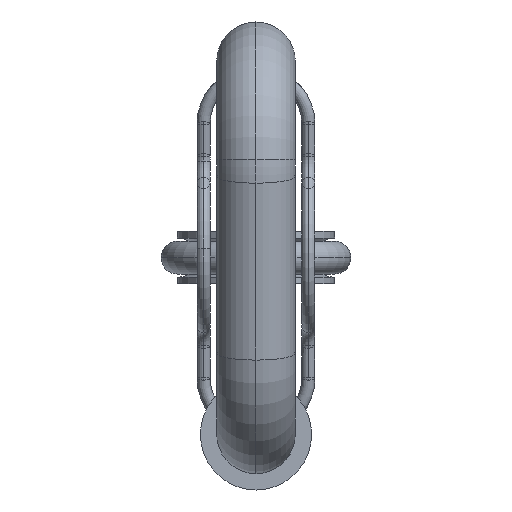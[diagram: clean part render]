
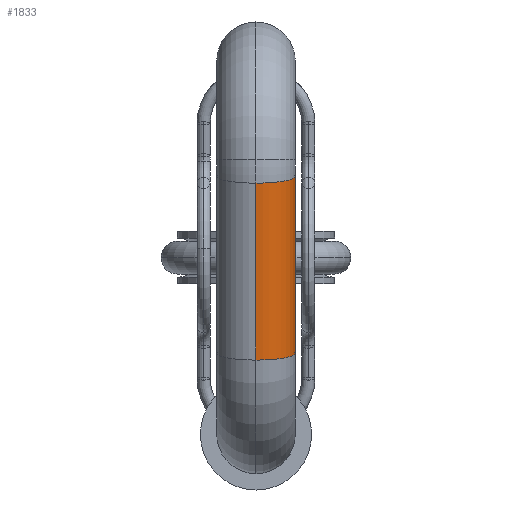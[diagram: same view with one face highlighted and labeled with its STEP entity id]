
A CAD part, left-side view. The second image highlights one B-rep face of the part: STEP entity #1833.
In plain terms, the highlighted cylindrical face has radius 6 mm (diameter 12 mm), a partial arc.
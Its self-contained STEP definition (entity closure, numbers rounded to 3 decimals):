
#336 = EDGE_LOOP ( 'NONE', ( #3004, #367, #3159, #4637 ) ) ;
#367 = ORIENTED_EDGE ( 'NONE', *, *, #600, .T. ) ;
#383 = DIRECTION ( 'NONE',  ( 0., 0., -1. ) ) ;
#407 = AXIS2_PLACEMENT_3D ( 'NONE', #1541, #4233, #1522 ) ;
#462 = LINE ( 'NONE', #1734, #2331 ) ;
#600 = EDGE_CURVE ( 'NONE', #2442, #3828, #462, .T. ) ;
#616 = CIRCLE ( 'NONE', #3543, 6. ) ;
#630 = CYLINDRICAL_SURFACE ( 'NONE', #407, 6. ) ;
#799 = VERTEX_POINT ( 'NONE', #2432 ) ;
#1265 = LINE ( 'NONE', #2701, #4044 ) ;
#1522 = DIRECTION ( 'NONE',  ( -0.985, -0.174, 0. ) ) ;
#1541 = CARTESIAN_POINT ( 'NONE',  ( -24.772, 12.395, 0. ) ) ;
#1687 = CARTESIAN_POINT ( 'NONE',  ( -23.63, 40.47, 0. ) ) ;
#1734 = CARTESIAN_POINT ( 'NONE',  ( -18.863, 13.437, 0. ) ) ;
#1833 = ADVANCED_FACE ( 'NONE', ( #1923 ), #630, .T. ) ;
#1842 = VERTEX_POINT ( 'NONE', #4572 ) ;
#1852 = CARTESIAN_POINT ( 'NONE',  ( -29.539, 39.428, 0. ) ) ;
#1897 = DIRECTION ( 'NONE',  ( 0.174, -0.985, 0. ) ) ;
#1923 = FACE_OUTER_BOUND ( 'NONE', #336, .T. ) ;
#1942 = DIRECTION ( 'NONE',  ( -0.174, 0.985, 0. ) ) ;
#2331 = VECTOR ( 'NONE', #2850, 1000. ) ;
#2432 = CARTESIAN_POINT ( 'NONE',  ( -35.448, 38.387, 0. ) ) ;
#2442 = VERTEX_POINT ( 'NONE', #3110 ) ;
#2701 = CARTESIAN_POINT ( 'NONE',  ( -30.681, 11.353, 0. ) ) ;
#2850 = DIRECTION ( 'NONE',  ( -0.174, 0.985, 0. ) ) ;
#3004 = ORIENTED_EDGE ( 'NONE', *, *, #4293, .F. ) ;
#3099 = EDGE_CURVE ( 'NONE', #1842, #799, #1265, .T. ) ;
#3110 = CARTESIAN_POINT ( 'NONE',  ( -18.863, 13.437, 0. ) ) ;
#3159 = ORIENTED_EDGE ( 'NONE', *, *, #4028, .T. ) ;
#3543 = AXIS2_PLACEMENT_3D ( 'NONE', #4159, #1897, #4546 ) ;
#3637 = AXIS2_PLACEMENT_3D ( 'NONE', #1852, #3761, #383 ) ;
#3761 = DIRECTION ( 'NONE',  ( 0.174, -0.985, 0. ) ) ;
#3790 = CIRCLE ( 'NONE', #3637, 6. ) ;
#3828 = VERTEX_POINT ( 'NONE', #1687 ) ;
#4028 = EDGE_CURVE ( 'NONE', #3828, #799, #3790, .T. ) ;
#4044 = VECTOR ( 'NONE', #1942, 1000. ) ;
#4159 = CARTESIAN_POINT ( 'NONE',  ( -24.772, 12.395, 0. ) ) ;
#4233 = DIRECTION ( 'NONE',  ( -0.174, 0.985, 0. ) ) ;
#4293 = EDGE_CURVE ( 'NONE', #2442, #1842, #616, .T. ) ;
#4546 = DIRECTION ( 'NONE',  ( 0., 0., -1. ) ) ;
#4572 = CARTESIAN_POINT ( 'NONE',  ( -30.681, 11.353, 0. ) ) ;
#4637 = ORIENTED_EDGE ( 'NONE', *, *, #3099, .F. ) ;
